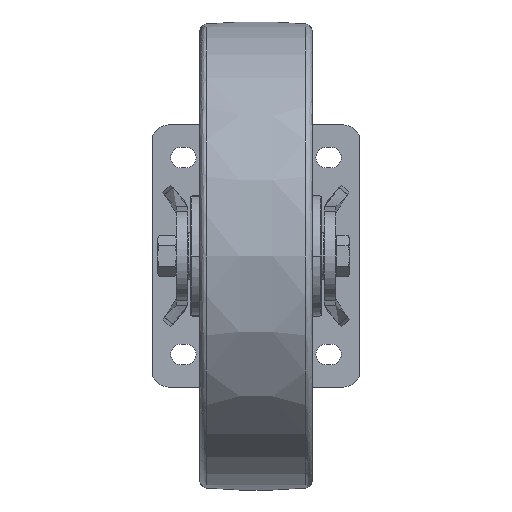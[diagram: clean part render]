
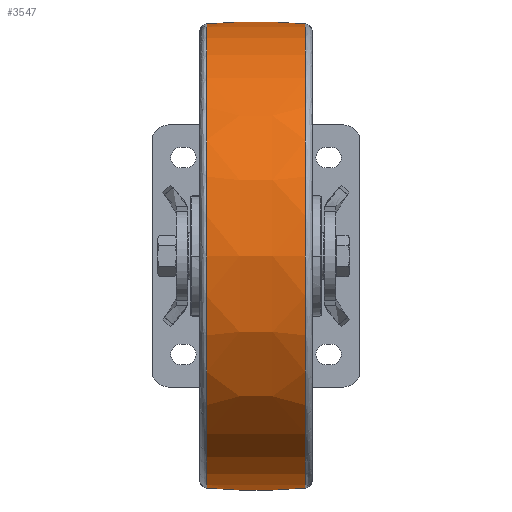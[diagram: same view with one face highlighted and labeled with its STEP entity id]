
A CAD part, front view. The second image highlights one B-rep face of the part: STEP entity #3547.
In plain terms, the highlighted free-form (B-spline) face has degree [3, 3] with [4, 4] control points.
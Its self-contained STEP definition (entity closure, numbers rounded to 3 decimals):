
#79 = EDGE_CURVE ( 'NONE', #18600, #22986, #5025, .T. ) ;
#691 = CARTESIAN_POINT ( 'NONE',  ( 0., 125., -175. ) ) ;
#1126 = CARTESIAN_POINT ( 'NONE',  ( -26.351, -122.681, 123.84 ) ) ;
#1241 = CARTESIAN_POINT ( 'NONE',  ( -8.806, -125.775, -125.388 ) ) ;
#1358 = CARTESIAN_POINT ( 'NONE',  ( -26.351, 125., 123.84 ) ) ;
#2960 = CARTESIAN_POINT ( 'NONE',  ( -26.351, 125., 0. ) ) ;
#3023 = CARTESIAN_POINT ( 'NONE',  ( 8.806, -125.775, -125.388 ) ) ;
#3136 = ORIENTED_EDGE ( 'NONE', *, *, #16685, .T. ) ;
#3547 = ADVANCED_FACE ( 'NONE', ( #3989 ), #20278, .T. ) ;
#3989 = FACE_OUTER_BOUND ( 'NONE', #20030, .T. ) ;
#4021 = DIRECTION ( 'NONE',  ( 0., 1., 0. ) ) ;
#5025 = CIRCLE ( 'NONE', #18731, 123.84 ) ;
#5718 = EDGE_CURVE ( 'NONE', #18600, #15682, #8928, .T. ) ;
#5788 = AXIS2_PLACEMENT_3D ( 'NONE', #15711, #11662, #21197 ) ;
#5852 = VERTEX_POINT ( 'NONE', #9371 ) ;
#6024 = ORIENTED_EDGE ( 'NONE', *, *, #79, .T. ) ;
#6469 = CARTESIAN_POINT ( 'NONE',  ( -8.806, 125., 125.388 ) ) ;
#6522 = DIRECTION ( 'NONE',  ( 1., 0., 0. ) ) ;
#6817 = CARTESIAN_POINT ( 'NONE',  ( -26.351, -122.681, -123.84 ) ) ;
#6950 = DIRECTION ( 'NONE',  ( 0., 0., -1. ) ) ;
#8368 = CARTESIAN_POINT ( 'NONE',  ( 26.351, 125., -123.84 ) ) ;
#8487 = CARTESIAN_POINT ( 'NONE',  ( 8.806, 125., 125.388 ) ) ;
#8610 = CARTESIAN_POINT ( 'NONE',  ( -8.806, -125.775, 125.388 ) ) ;
#8737 = DIRECTION ( 'NONE',  ( -1., 0., 0. ) ) ;
#8928 = CIRCLE ( 'NONE', #22277, 300. ) ;
#9371 = CARTESIAN_POINT ( 'NONE',  ( 26.351, 125., -123.84 ) ) ;
#10300 = CARTESIAN_POINT ( 'NONE',  ( 26.351, -122.681, -123.84 ) ) ;
#10558 = ORIENTED_EDGE ( 'NONE', *, *, #18822, .T. ) ;
#11450 = CARTESIAN_POINT ( 'NONE',  ( -26.351, 125., -123.84 ) ) ;
#11662 = DIRECTION ( 'NONE',  ( 0., -1., 0. ) ) ;
#12314 = AXIS2_PLACEMENT_3D ( 'NONE', #16270, #8737, #6950 ) ;
#13771 = CARTESIAN_POINT ( 'NONE',  ( 8.806, -125.775, 125.388 ) ) ;
#15555 = CARTESIAN_POINT ( 'NONE',  ( -26.351, 125., -123.84 ) ) ;
#15682 = VERTEX_POINT ( 'NONE', #22469 ) ;
#15711 = CARTESIAN_POINT ( 'NONE',  ( 0., 125., 175. ) ) ;
#15716 = CIRCLE ( 'NONE', #5788, 300. ) ;
#15790 = CARTESIAN_POINT ( 'NONE',  ( -8.806, 125., -125.388 ) ) ;
#15902 = CARTESIAN_POINT ( 'NONE',  ( 26.351, 125., 123.84 ) ) ;
#16270 = CARTESIAN_POINT ( 'NONE',  ( 26.351, 125., 0. ) ) ;
#16685 = EDGE_CURVE ( 'NONE', #5852, #15682, #23340, .T. ) ;
#17508 = DIRECTION ( 'NONE',  ( 0., 0., -1. ) ) ;
#18331 = CARTESIAN_POINT ( 'NONE',  ( -26.351, 125., 123.84 ) ) ;
#18600 = VERTEX_POINT ( 'NONE', #18331 ) ;
#18731 = AXIS2_PLACEMENT_3D ( 'NONE', #2960, #6522, #17508 ) ;
#18822 = EDGE_CURVE ( 'NONE', #22986, #5852, #15716, .T. ) ;
#20030 = EDGE_LOOP ( 'NONE', ( #20270, #6024, #10558, #3136 ) ) ;
#20270 = ORIENTED_EDGE ( 'NONE', *, *, #5718, .F. ) ;
#20278 =( BOUNDED_SURFACE ( )  B_SPLINE_SURFACE ( 3, 3, ( 
 ( #15555, #6817, #1126, #1358 ),
 ( #15790, #1241, #8610, #6469 ),
 ( #23062, #3023, #13771, #8487 ),
 ( #8368, #10300, #21031, #15902 ) ),
 .UNSPECIFIED., .F., .F., .F. ) 
 B_SPLINE_SURFACE_WITH_KNOTS ( ( 4, 4 ),
 ( 4, 4 ),
 ( 0., 1. ),
 ( 0., 1. ),
 .UNSPECIFIED. ) 
 GEOMETRIC_REPRESENTATION_ITEM ( )  RATIONAL_B_SPLINE_SURFACE ( (
 ( 1., 0.333, 0.333, 1.),
 ( 0.997, 0.332, 0.332, 0.997),
 ( 0.997, 0.332, 0.332, 0.997),
 ( 1., 0.333, 0.333, 1.) ) ) 
 REPRESENTATION_ITEM ( '' )  SURFACE ( )  );
#20720 = DIRECTION ( 'NONE',  ( 0., 0., 1. ) ) ;
#21031 = CARTESIAN_POINT ( 'NONE',  ( 26.351, -122.681, 123.84 ) ) ;
#21197 = DIRECTION ( 'NONE',  ( 0., 0., -1. ) ) ;
#22277 = AXIS2_PLACEMENT_3D ( 'NONE', #691, #4021, #20720 ) ;
#22469 = CARTESIAN_POINT ( 'NONE',  ( 26.351, 125., 123.84 ) ) ;
#22986 = VERTEX_POINT ( 'NONE', #11450 ) ;
#23062 = CARTESIAN_POINT ( 'NONE',  ( 8.806, 125., -125.388 ) ) ;
#23340 = CIRCLE ( 'NONE', #12314, 123.84 ) ;
